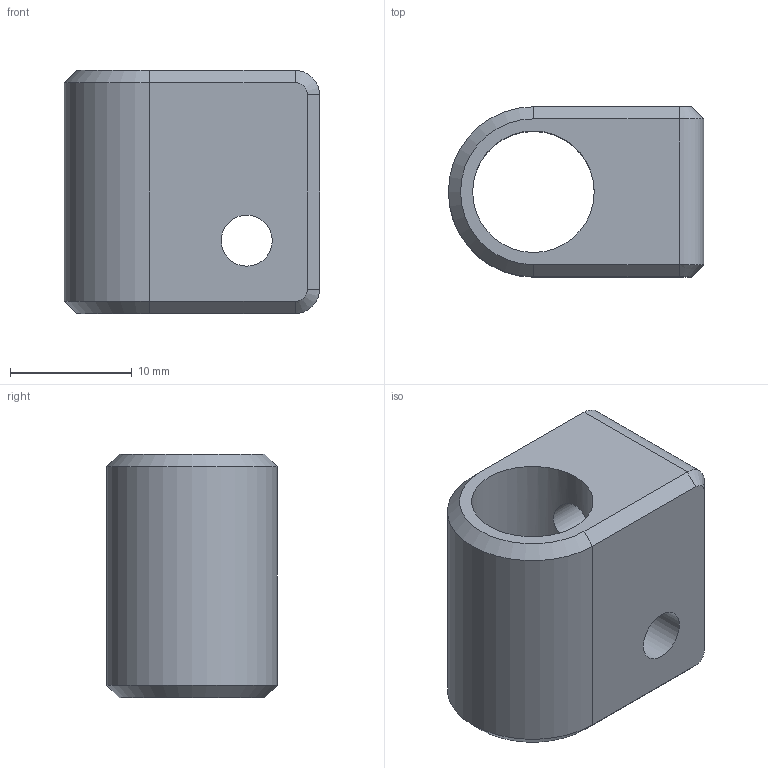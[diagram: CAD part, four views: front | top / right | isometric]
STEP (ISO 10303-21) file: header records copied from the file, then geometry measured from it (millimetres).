
FILE_DESCRIPTION(('STEP AP242'), '1');
FILE_NAME('Y', '', ('UNSPECIFIED'), ('UNSPECIFIED'), 'C3D Converter', 'C3D Toolkit', '');
FILE_SCHEMA(('AP242_MANAGED_MODEL_BASED_3D_ENGINEERING_MIM_LF { 1 0 10303 442 1 1 4 }'));
Length unit declared in the file: millimetre
Bounding box: 21 x 14 x 20 mm (x, y, z)
Volume: 3162.7 mm3; surface area: 2495.1 mm2
Topology: 1 solids, 1 shells, 26 faces, 61 edges, 36 vertices
Faces by surface type: plane 13, cylinder 7, cone 6
Full cylindrical faces by diameter (mm): 4.2 x2, 10 x2
Entity records: 1129 total; most frequent: CARTESIAN_POINT 282, DIRECTION 129, ORIENTED_EDGE 114, EDGE_CURVE 57, AXIS2_PLACEMENT_3D 48, EDGE_LOOP 37, VERTEX_POINT 36, LINE 33
